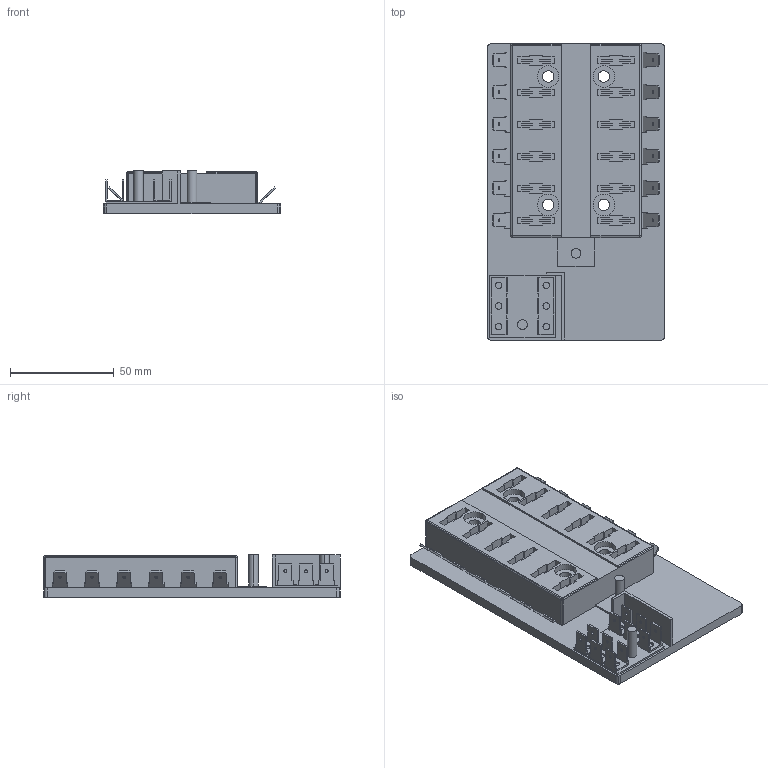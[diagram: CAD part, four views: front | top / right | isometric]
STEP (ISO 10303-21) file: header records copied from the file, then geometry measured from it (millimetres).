
FILE_DESCRIPTION((''),'2;1');
FILE_NAME('fusepanel2.stp','2002-01-17T21:07:45',('Administrator'),(''),'Autodesk Inventor (tm) 3.0','Autodesk Inventor (tm) 3.0','');
FILE_SCHEMA(('CONFIG_CONTROL_DESIGN'));
Length unit declared in the file: inch
Products named in the file (7): fusepanel2; fusepanel2-1; fusepanel2-3; fusepanel2-4; fusepanel2-5; fusepanel2-7; fusepanel2-8
Assembly tree (19 placements, depth 2):
  fusepanel2
    fusepanel2-1
    fusepanel2-3  x2
    fusepanel2-4  x12
    fusepanel2-5  x2
    fusepanel2-7
    fusepanel2-8
Bounding box: 85.6 x 143 x 20.88 mm (x, y, z)
Volume: 145856.8 mm3; surface area: 47866.3 mm2
Topology: 19 solids, 19 shells, 712 faces, 1878 edges, 1240 vertices
Faces by surface type: plane 596, cylinder 92, bspline 20, sphere 4
Entity records: 15440 total; most frequent: CARTESIAN_POINT 2746, ORIENTED_EDGE 2384, DIRECTION 2248, EDGE_CURVE 1192, VECTOR 1060, LINE 1060, VERTEX_POINT 788, AXIS2_PLACEMENT_3D 594
